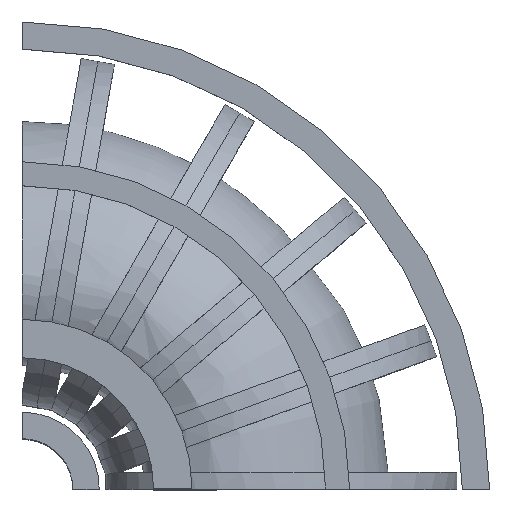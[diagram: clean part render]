
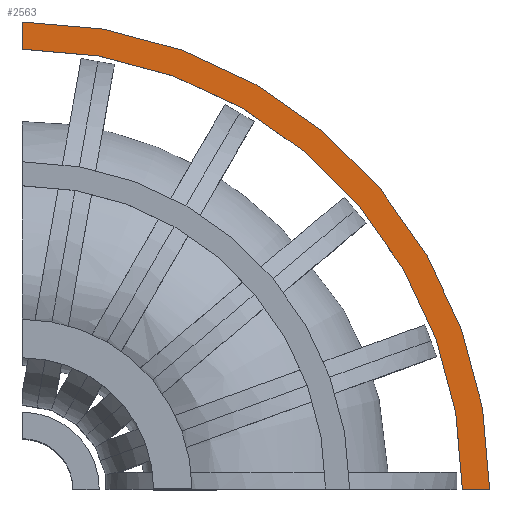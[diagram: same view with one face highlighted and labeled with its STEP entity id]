
A CAD part, top view. The second image highlights one B-rep face of the part: STEP entity #2563.
In plain terms, the highlighted planar face has unit normal (0, 0, 1).
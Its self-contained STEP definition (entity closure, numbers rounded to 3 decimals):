
#98=LINE('',#4704,#299);
#99=LINE('',#4705,#300);
#299=VECTOR('',#3360,1.);
#300=VECTOR('',#3361,1.);
#721=PLANE('',#2982);
#811=FACE_OUTER_BOUND('',#970,.T.);
#970=EDGE_LOOP('',(#1926,#1927,#1928,#1929));
#1186=CIRCLE('',#2976,1230.47);
#1189=CIRCLE('',#2981,1158.833);
#1289=VERTEX_POINT('',#4683);
#1290=VERTEX_POINT('',#4684);
#1295=VERTEX_POINT('',#4698);
#1296=VERTEX_POINT('',#4700);
#1528=EDGE_CURVE('',#1289,#1290,#1186,.T.);
#1536=EDGE_CURVE('',#1295,#1296,#1189,.T.);
#1538=EDGE_CURVE('',#1295,#1289,#98,.T.);
#1539=EDGE_CURVE('',#1296,#1290,#99,.T.);
#1926=ORIENTED_EDGE('',*,*,#1536,.F.);
#1927=ORIENTED_EDGE('',*,*,#1538,.T.);
#1928=ORIENTED_EDGE('',*,*,#1528,.T.);
#1929=ORIENTED_EDGE('',*,*,#1539,.F.);
#2563=ADVANCED_FACE('',(#811),#721,.T.);
#2976=AXIS2_PLACEMENT_3D('',#4685,#3340,#3341);
#2981=AXIS2_PLACEMENT_3D('',#4701,#3355,#3356);
#2982=AXIS2_PLACEMENT_3D('',#4703,#3358,#3359);
#3340=DIRECTION('center_axis',(0.,0.,1.));
#3341=DIRECTION('ref_axis',(1.,0.,0.));
#3355=DIRECTION('center_axis',(0.,0.,1.));
#3356=DIRECTION('ref_axis',(1.,0.,0.));
#3358=DIRECTION('center_axis',(0.,0.,1.));
#3359=DIRECTION('ref_axis',(1.,0.,0.));
#3360=DIRECTION('',(1.,0.,0.));
#3361=DIRECTION('',(0.,1.,0.));
#4683=CARTESIAN_POINT('',(1230.47,0.,379.278));
#4684=CARTESIAN_POINT('',(0.,1230.47,379.278));
#4685=CARTESIAN_POINT('Origin',(0.,0.,379.278));
#4698=CARTESIAN_POINT('',(1158.833,0.,379.278));
#4700=CARTESIAN_POINT('',(0.,1158.833,379.278));
#4701=CARTESIAN_POINT('Origin',(0.,0.,379.278));
#4703=CARTESIAN_POINT('Origin',(0.,0.,379.278));
#4704=CARTESIAN_POINT('',(1158.833,0.,379.278));
#4705=CARTESIAN_POINT('',(0.,1158.833,379.278));
